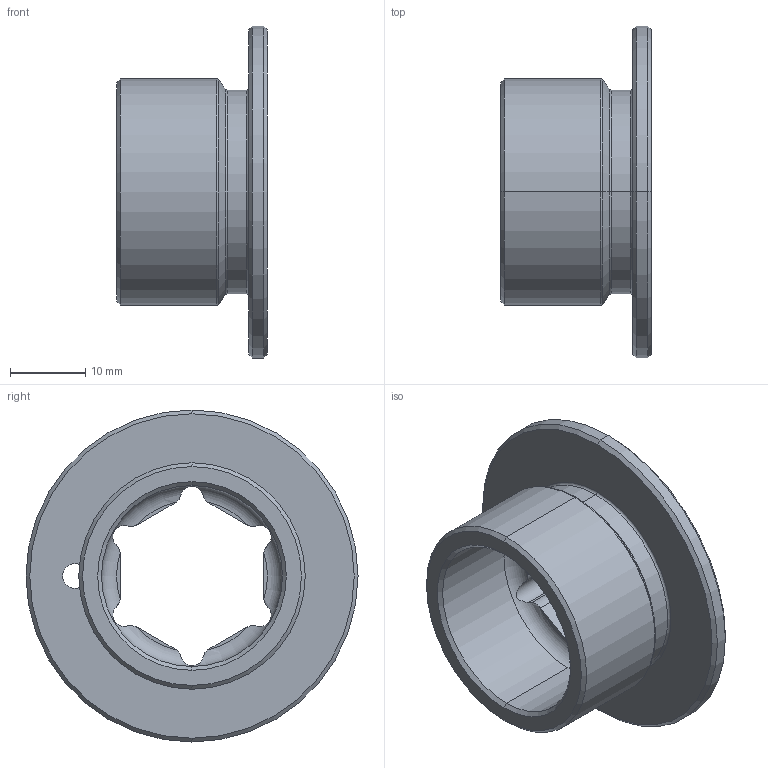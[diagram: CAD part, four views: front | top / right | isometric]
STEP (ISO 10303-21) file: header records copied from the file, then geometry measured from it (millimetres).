
FILE_DESCRIPTION (( 'STEP AP203' ), '1' );
FILE_NAME ('TA00-12-02-0005粣創坶踡蹟譫.step', '2025-06-04T07:57:28', ( '' ), ( 'HP' ), 'SwSTEP 2.0', 'SolidWorks 2023', '' );
FILE_SCHEMA (( 'CONFIG_CONTROL_DESIGN' ));
Length unit declared in the file: millimetre
Products named in the file (1): TA00-12-02-0005轴承锁紧螺母
Bounding box: 20 x 44 x 44 mm (x, y, z)
Volume: 7345.8 mm3; surface area: 5856.5 mm2
Topology: 1 solids, 1 shells, 66 faces, 168 edges, 105 vertices
Faces by surface type: cylinder 33, plane 15, cone 10, torus 8
Entity records: 2262 total; most frequent: CARTESIAN_POINT 558, DIRECTION 361, ORIENTED_EDGE 336, EDGE_CURVE 168, AXIS2_PLACEMENT_3D 150, VERTEX_POINT 105, CIRCLE 83, EDGE_LOOP 71
